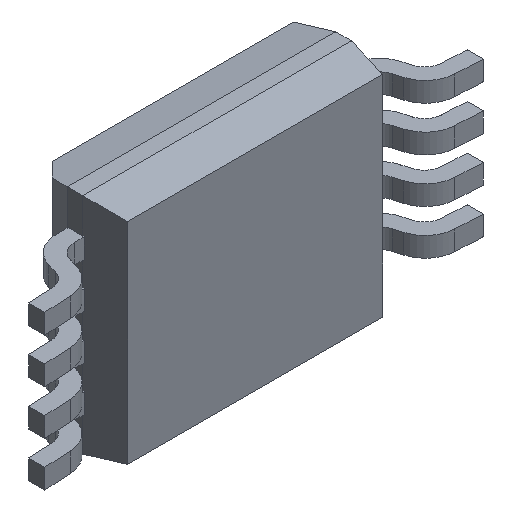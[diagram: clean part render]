
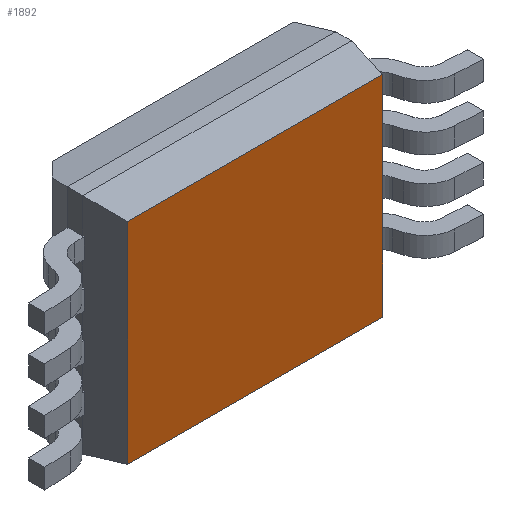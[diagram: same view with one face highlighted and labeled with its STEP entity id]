
A CAD part, isometric view. The second image highlights one B-rep face of the part: STEP entity #1892.
In plain terms, the highlighted planar face has unit normal (0, -1, 0).
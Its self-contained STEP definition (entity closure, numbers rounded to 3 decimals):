
#337 = DIRECTION ( 'NONE',  ( 1., 0., 0. ) ) ;
#340 = CARTESIAN_POINT ( 'NONE',  ( 0., 0.1, 1.175 ) ) ;
#389 = CARTESIAN_POINT ( 'NONE',  ( -1.425, 0.1, 1.175 ) ) ;
#593 = CARTESIAN_POINT ( 'NONE',  ( -1.425, 0.1, -1.175 ) ) ;
#669 = ORIENTED_EDGE ( 'NONE', *, *, #5179, .T. ) ;
#1127 = LINE ( 'NONE', #4027, #2805 ) ;
#1169 = VECTOR ( 'NONE', #337, 1000. ) ;
#1362 = EDGE_CURVE ( 'NONE', #4025, #3366, #3557, .T. ) ;
#1808 = CARTESIAN_POINT ( 'NONE',  ( 1.425, 0.1, 0. ) ) ;
#1892 = ADVANCED_FACE ( 'NONE', ( #3152 ), #5033, .F. ) ;
#2002 = AXIS2_PLACEMENT_3D ( 'NONE', #5444, #5070, #4227 ) ;
#2033 = VERTEX_POINT ( 'NONE', #389 ) ;
#2183 = EDGE_CURVE ( 'NONE', #2289, #2033, #4506, .T. ) ;
#2289 = VERTEX_POINT ( 'NONE', #3896 ) ;
#2561 = LINE ( 'NONE', #1808, #3816 ) ;
#2707 = EDGE_LOOP ( 'NONE', ( #4702, #5386, #669, #3244 ) ) ;
#2759 = DIRECTION ( 'NONE',  ( 0., 0., 1. ) ) ;
#2805 = VECTOR ( 'NONE', #4460, 1000. ) ;
#2906 = CARTESIAN_POINT ( 'NONE',  ( 0., 0.1, -1.175 ) ) ;
#3133 = CARTESIAN_POINT ( 'NONE',  ( 1.425, 0.1, -1.175 ) ) ;
#3152 = FACE_OUTER_BOUND ( 'NONE', #2707, .T. ) ;
#3244 = ORIENTED_EDGE ( 'NONE', *, *, #2183, .T. ) ;
#3326 = DIRECTION ( 'NONE',  ( -1., 0., 0. ) ) ;
#3366 = VERTEX_POINT ( 'NONE', #3133 ) ;
#3456 = EDGE_CURVE ( 'NONE', #2033, #4025, #1127, .T. ) ;
#3557 = LINE ( 'NONE', #2906, #1169 ) ;
#3778 = VECTOR ( 'NONE', #3326, 1000. ) ;
#3816 = VECTOR ( 'NONE', #2759, 1000. ) ;
#3896 = CARTESIAN_POINT ( 'NONE',  ( 1.425, 0.1, 1.175 ) ) ;
#4025 = VERTEX_POINT ( 'NONE', #593 ) ;
#4027 = CARTESIAN_POINT ( 'NONE',  ( -1.425, 0.1, 0. ) ) ;
#4227 = DIRECTION ( 'NONE',  ( 0., 0., 1. ) ) ;
#4460 = DIRECTION ( 'NONE',  ( 0., 0., -1. ) ) ;
#4506 = LINE ( 'NONE', #340, #3778 ) ;
#4702 = ORIENTED_EDGE ( 'NONE', *, *, #3456, .T. ) ;
#5033 = PLANE ( 'NONE',  #2002 ) ;
#5070 = DIRECTION ( 'NONE',  ( 0., 1., 0. ) ) ;
#5179 = EDGE_CURVE ( 'NONE', #3366, #2289, #2561, .T. ) ;
#5386 = ORIENTED_EDGE ( 'NONE', *, *, #1362, .T. ) ;
#5444 = CARTESIAN_POINT ( 'NONE',  ( 0., 0.1, 0. ) ) ;
